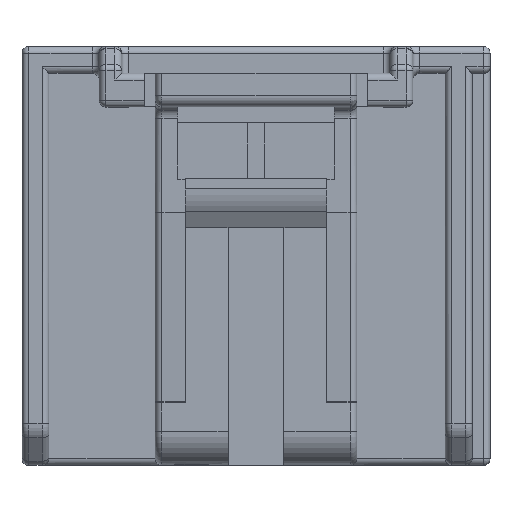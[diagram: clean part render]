
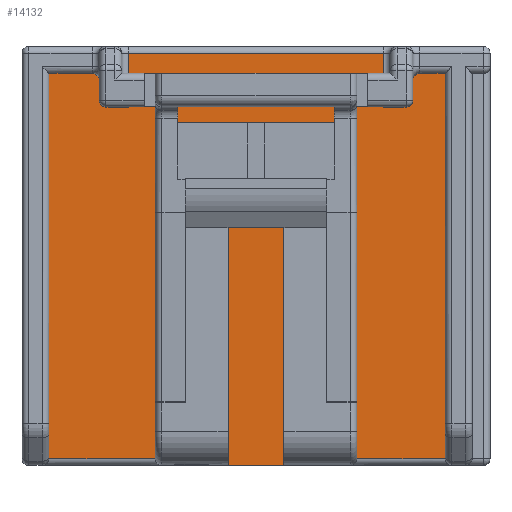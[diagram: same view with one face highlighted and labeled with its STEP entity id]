
A CAD part, top view. The second image highlights one B-rep face of the part: STEP entity #14132.
In plain terms, the highlighted planar face has unit normal (0, 0, 1).
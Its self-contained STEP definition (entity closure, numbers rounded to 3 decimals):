
#229=DIRECTION('',(-1.,0.,0.));
#230=VECTOR('',#229,2.5);
#231=CARTESIAN_POINT('',(1.25,5.15,-7.55));
#232=LINE('',#231,#230);
#983=CARTESIAN_POINT('',(-7.3,22.35,-7.55));
#984=DIRECTION('',(0.,0.,1.));
#985=DIRECTION('',(1.,0.,0.));
#986=AXIS2_PLACEMENT_3D('',#983,#984,#985);
#988=DIRECTION('',(0.,1.,0.));
#989=VECTOR('',#988,0.9);
#990=CARTESIAN_POINT('',(-7.,21.45,-7.55));
#991=LINE('',#990,#989);
#992=CARTESIAN_POINT('',(-6.7,21.45,-7.55));
#993=DIRECTION('',(0.,0.,-1.));
#994=DIRECTION('',(0.,-1.,0.));
#995=AXIS2_PLACEMENT_3D('',#992,#993,#994);
#997=DIRECTION('',(-1.,0.,0.));
#998=VECTOR('',#997,1.);
#999=CARTESIAN_POINT('',(-5.7,21.15,-7.55));
#1000=LINE('',#999,#998);
#1001=CARTESIAN_POINT('',(6.7,21.45,-7.55));
#1002=DIRECTION('',(0.,0.,-1.));
#1003=DIRECTION('',(1.,0.,0.));
#1004=AXIS2_PLACEMENT_3D('',#1001,#1002,#1003);
#1006=DIRECTION('',(0.,-1.,0.));
#1007=VECTOR('',#1006,0.9);
#1008=CARTESIAN_POINT('',(7.,22.35,-7.55));
#1009=LINE('',#1008,#1007);
#1010=CARTESIAN_POINT('',(7.3,22.35,-7.55));
#1011=DIRECTION('',(0.,0.,1.));
#1012=DIRECTION('',(0.,1.,0.));
#1013=AXIS2_PLACEMENT_3D('',#1010,#1011,#1012);
#1015=DIRECTION('',(-1.,0.,0.));
#1016=VECTOR('',#1015,1.15);
#1017=CARTESIAN_POINT('',(8.45,22.65,-7.55));
#1018=LINE('',#1017,#1016);
#1019=DIRECTION('',(0.,-1.,0.));
#1020=VECTOR('',#1019,17.2);
#1021=CARTESIAN_POINT('',(8.45,22.65,-7.55));
#1022=LINE('',#1021,#1020);
#1023=DIRECTION('',(-1.,0.,0.));
#1024=VECTOR('',#1023,3.95);
#1025=CARTESIAN_POINT('',(8.45,5.45,-7.55));
#1026=LINE('',#1025,#1024);
#1027=DIRECTION('',(1.,0.,0.));
#1028=VECTOR('',#1027,1.);
#1029=CARTESIAN_POINT('',(3.5,10.25,-7.55));
#1030=LINE('',#1029,#1028);
#1031=DIRECTION('',(-1.,0.,0.));
#1032=VECTOR('',#1031,1.25);
#1033=CARTESIAN_POINT('',(3.5,6.65,-7.55));
#1034=LINE('',#1033,#1032);
#1035=DIRECTION('',(1.,0.,0.));
#1036=VECTOR('',#1035,1.);
#1037=CARTESIAN_POINT('',(1.25,10.25,-7.55));
#1038=LINE('',#1037,#1036);
#1039=DIRECTION('',(1.,0.,0.));
#1040=VECTOR('',#1039,1.);
#1041=CARTESIAN_POINT('',(-2.25,10.25,-7.55));
#1042=LINE('',#1041,#1040);
#1043=DIRECTION('',(-1.,0.,0.));
#1044=VECTOR('',#1043,1.25);
#1045=CARTESIAN_POINT('',(-2.25,6.65,-7.55));
#1046=LINE('',#1045,#1044);
#1047=DIRECTION('',(1.,0.,0.));
#1048=VECTOR('',#1047,1.);
#1049=CARTESIAN_POINT('',(-4.5,10.25,-7.55));
#1050=LINE('',#1049,#1048);
#1051=DIRECTION('',(-1.,0.,0.));
#1052=VECTOR('',#1051,4.75);
#1053=CARTESIAN_POINT('',(-4.5,5.45,-7.55));
#1054=LINE('',#1053,#1052);
#1063=DIRECTION('',(0.,1.,0.));
#1064=VECTOR('',#1063,17.2);
#1065=CARTESIAN_POINT('',(-9.25,5.45,-7.55));
#1066=LINE('',#1065,#1064);
#1196=DIRECTION('',(0.,1.,0.));
#1197=VECTOR('',#1196,4.8);
#1198=CARTESIAN_POINT('',(-4.5,5.45,-7.55));
#1199=LINE('',#1198,#1197);
#1295=DIRECTION('',(0.,-1.,0.));
#1296=VECTOR('',#1295,3.6);
#1297=CARTESIAN_POINT('',(-3.5,10.25,-7.55));
#1298=LINE('',#1297,#1296);
#1304=DIRECTION('',(0.,1.,0.));
#1305=VECTOR('',#1304,3.6);
#1306=CARTESIAN_POINT('',(-2.25,6.65,-7.55));
#1307=LINE('',#1306,#1305);
#1327=DIRECTION('',(0.,-1.,0.));
#1328=VECTOR('',#1327,5.1);
#1329=CARTESIAN_POINT('',(-1.25,10.25,-7.55));
#1330=LINE('',#1329,#1328);
#1494=DIRECTION('',(0.,-1.,0.));
#1495=VECTOR('',#1494,4.8);
#1496=CARTESIAN_POINT('',(4.5,10.25,-7.55));
#1497=LINE('',#1496,#1495);
#1591=DIRECTION('',(0.,-1.,0.));
#1592=VECTOR('',#1591,3.6);
#1593=CARTESIAN_POINT('',(2.25,10.25,-7.55));
#1594=LINE('',#1593,#1592);
#1610=DIRECTION('',(0.,1.,0.));
#1611=VECTOR('',#1610,5.1);
#1612=CARTESIAN_POINT('',(1.25,5.15,-7.55));
#1613=LINE('',#1612,#1611);
#3214=DIRECTION('',(1.,0.,0.));
#3215=VECTOR('',#3214,1.);
#3216=CARTESIAN_POINT('',(5.7,21.15,-7.55));
#3217=LINE('',#3216,#3215);
#3358=DIRECTION('',(1.,0.,0.));
#3359=VECTOR('',#3358,11.4);
#3360=CARTESIAN_POINT('',(-5.7,23.55,-7.55));
#3361=LINE('',#3360,#3359);
#3479=DIRECTION('',(0.,1.,0.));
#3480=VECTOR('',#3479,2.4);
#3481=CARTESIAN_POINT('',(-5.7,21.15,-7.55));
#3482=LINE('',#3481,#3480);
#3514=DIRECTION('',(0.,-1.,0.));
#3515=VECTOR('',#3514,2.4);
#3516=CARTESIAN_POINT('',(5.7,23.55,-7.55));
#3517=LINE('',#3516,#3515);
#9268=DIRECTION('',(0.,1.,0.));
#9269=VECTOR('',#9268,3.6);
#9270=CARTESIAN_POINT('',(3.5,6.65,-7.55));
#9271=LINE('',#9270,#9269);
#9497=DIRECTION('',(-1.,0.,0.));
#9498=VECTOR('',#9497,1.95);
#9499=CARTESIAN_POINT('',(-7.3,22.65,-7.55));
#9500=LINE('',#9499,#9498);
#9615=CARTESIAN_POINT('',(1.25,5.15,-7.55));
#9616=CARTESIAN_POINT('',(-1.25,5.15,-7.55));
#9617=VERTEX_POINT('',#9615);
#9618=VERTEX_POINT('',#9616);
#11196=CARTESIAN_POINT('',(-7.,22.35,-7.55));
#11197=CARTESIAN_POINT('',(-7.3,22.65,-7.55));
#11198=VERTEX_POINT('',#11196);
#11199=VERTEX_POINT('',#11197);
#11200=CARTESIAN_POINT('',(-7.,21.45,-7.55));
#11201=VERTEX_POINT('',#11200);
#11202=CARTESIAN_POINT('',(-6.7,21.15,-7.55));
#11203=VERTEX_POINT('',#11202);
#11204=CARTESIAN_POINT('',(-5.7,21.15,-7.55));
#11205=VERTEX_POINT('',#11204);
#11206=CARTESIAN_POINT('',(-5.7,23.55,-7.55));
#11207=VERTEX_POINT('',#11206);
#11210=CARTESIAN_POINT('',(5.7,23.55,-7.55));
#11211=VERTEX_POINT('',#11210);
#11255=CARTESIAN_POINT('',(5.7,21.15,-7.55));
#11256=VERTEX_POINT('',#11255);
#11257=CARTESIAN_POINT('',(6.7,21.15,-7.55));
#11258=VERTEX_POINT('',#11257);
#11259=CARTESIAN_POINT('',(7.,21.45,-7.55));
#11260=VERTEX_POINT('',#11259);
#11261=CARTESIAN_POINT('',(7.,22.35,-7.55));
#11262=VERTEX_POINT('',#11261);
#11263=CARTESIAN_POINT('',(7.3,22.65,-7.55));
#11264=VERTEX_POINT('',#11263);
#11496=CARTESIAN_POINT('',(8.45,22.65,-7.55));
#11497=VERTEX_POINT('',#11496);
#11552=CARTESIAN_POINT('',(8.45,5.45,-7.55));
#11553=VERTEX_POINT('',#11552);
#11606=CARTESIAN_POINT('',(-9.25,5.45,-7.55));
#11607=VERTEX_POINT('',#11606);
#11682=CARTESIAN_POINT('',(4.5,5.45,-7.55));
#11683=VERTEX_POINT('',#11682);
#11740=CARTESIAN_POINT('',(-4.5,5.45,-7.55));
#11741=VERTEX_POINT('',#11740);
#11752=CARTESIAN_POINT('',(-9.25,22.65,-7.55));
#11753=VERTEX_POINT('',#11752);
#11762=CARTESIAN_POINT('',(3.5,6.65,-7.55));
#11763=CARTESIAN_POINT('',(3.5,10.25,-7.55));
#11764=VERTEX_POINT('',#11762);
#11765=VERTEX_POINT('',#11763);
#11766=CARTESIAN_POINT('',(4.5,10.25,-7.55));
#11767=VERTEX_POINT('',#11766);
#11768=CARTESIAN_POINT('',(1.25,10.25,-7.55));
#11769=VERTEX_POINT('',#11768);
#11770=CARTESIAN_POINT('',(2.25,10.25,-7.55));
#11771=CARTESIAN_POINT('',(2.25,6.65,-7.55));
#11772=VERTEX_POINT('',#11770);
#11773=VERTEX_POINT('',#11771);
#11774=CARTESIAN_POINT('',(-1.25,10.25,-7.55));
#11775=VERTEX_POINT('',#11774);
#11776=CARTESIAN_POINT('',(-2.25,6.65,-7.55));
#11777=CARTESIAN_POINT('',(-2.25,10.25,-7.55));
#11778=VERTEX_POINT('',#11776);
#11779=VERTEX_POINT('',#11777);
#11780=CARTESIAN_POINT('',(-3.5,10.25,-7.55));
#11781=CARTESIAN_POINT('',(-3.5,6.65,-7.55));
#11782=VERTEX_POINT('',#11780);
#11783=VERTEX_POINT('',#11781);
#11784=CARTESIAN_POINT('',(-4.5,10.25,-7.55));
#11785=VERTEX_POINT('',#11784);
#14063=CARTESIAN_POINT('',(10.45,5.15,-7.55));
#14064=DIRECTION('',(0.,0.,1.));
#14065=DIRECTION('',(-1.,0.,0.));
#14066=AXIS2_PLACEMENT_3D('',#14063,#14064,#14065);
#14067=PLANE('',#14066);
#14069=ORIENTED_EDGE('',*,*,#14068,.T.);
#14071=ORIENTED_EDGE('',*,*,#14070,.F.);
#14073=ORIENTED_EDGE('',*,*,#14072,.F.);
#14075=ORIENTED_EDGE('',*,*,#14074,.F.);
#14077=ORIENTED_EDGE('',*,*,#14076,.F.);
#14078=ORIENTED_EDGE('',*,*,#14045,.F.);
#14080=ORIENTED_EDGE('',*,*,#14079,.T.);
#14082=ORIENTED_EDGE('',*,*,#14081,.T.);
#14084=ORIENTED_EDGE('',*,*,#14083,.T.);
#14086=ORIENTED_EDGE('',*,*,#14085,.T.);
#14088=ORIENTED_EDGE('',*,*,#14087,.F.);
#14090=ORIENTED_EDGE('',*,*,#14089,.F.);
#14092=ORIENTED_EDGE('',*,*,#14091,.F.);
#14094=ORIENTED_EDGE('',*,*,#14093,.F.);
#14096=ORIENTED_EDGE('',*,*,#14095,.T.);
#14098=ORIENTED_EDGE('',*,*,#14097,.T.);
#14100=ORIENTED_EDGE('',*,*,#14099,.F.);
#14102=ORIENTED_EDGE('',*,*,#14101,.F.);
#14104=ORIENTED_EDGE('',*,*,#14103,.F.);
#14106=ORIENTED_EDGE('',*,*,#14105,.T.);
#14108=ORIENTED_EDGE('',*,*,#14107,.F.);
#14110=ORIENTED_EDGE('',*,*,#14109,.F.);
#14112=ORIENTED_EDGE('',*,*,#14111,.F.);
#14113=ORIENTED_EDGE('',*,*,#12485,.T.);
#14115=ORIENTED_EDGE('',*,*,#14114,.F.);
#14117=ORIENTED_EDGE('',*,*,#14116,.F.);
#14119=ORIENTED_EDGE('',*,*,#14118,.F.);
#14121=ORIENTED_EDGE('',*,*,#14120,.T.);
#14123=ORIENTED_EDGE('',*,*,#14122,.F.);
#14125=ORIENTED_EDGE('',*,*,#14124,.F.);
#14127=ORIENTED_EDGE('',*,*,#14126,.F.);
#14129=ORIENTED_EDGE('',*,*,#14128,.T.);
#14130=EDGE_LOOP('',(#14069,#14071,#14073,#14075,#14077,#14078,#14080,#14082,
#14084,#14086,#14088,#14090,#14092,#14094,#14096,#14098,#14100,#14102,#14104,
#14106,#14108,#14110,#14112,#14113,#14115,#14117,#14119,#14121,#14123,#14125,
#14127,#14129));
#14131=FACE_OUTER_BOUND('',#14130,.F.);
#14132=ADVANCED_FACE('',(#14131),#14067,.T.);
#987=CIRCLE('',#986,0.3);
#996=CIRCLE('',#995,0.3);
#1005=CIRCLE('',#1004,0.3);
#1014=CIRCLE('',#1013,0.3);
#12485=EDGE_CURVE('',#9617,#9618,#232,.T.);
#14045=EDGE_CURVE('',#11205,#11203,#1000,.T.);
#14068=EDGE_CURVE('',#11607,#11753,#1066,.T.);
#14070=EDGE_CURVE('',#11199,#11753,#9500,.T.);
#14072=EDGE_CURVE('',#11198,#11199,#987,.T.);
#14074=EDGE_CURVE('',#11201,#11198,#991,.T.);
#14076=EDGE_CURVE('',#11203,#11201,#996,.T.);
#14079=EDGE_CURVE('',#11205,#11207,#3482,.T.);
#14081=EDGE_CURVE('',#11207,#11211,#3361,.T.);
#14083=EDGE_CURVE('',#11211,#11256,#3517,.T.);
#14085=EDGE_CURVE('',#11256,#11258,#3217,.T.);
#14087=EDGE_CURVE('',#11260,#11258,#1005,.T.);
#14089=EDGE_CURVE('',#11262,#11260,#1009,.T.);
#14091=EDGE_CURVE('',#11264,#11262,#1014,.T.);
#14093=EDGE_CURVE('',#11497,#11264,#1018,.T.);
#14095=EDGE_CURVE('',#11497,#11553,#1022,.T.);
#14097=EDGE_CURVE('',#11553,#11683,#1026,.T.);
#14099=EDGE_CURVE('',#11767,#11683,#1497,.T.);
#14101=EDGE_CURVE('',#11765,#11767,#1030,.T.);
#14103=EDGE_CURVE('',#11764,#11765,#9271,.T.);
#14105=EDGE_CURVE('',#11764,#11773,#1034,.T.);
#14107=EDGE_CURVE('',#11772,#11773,#1594,.T.);
#14109=EDGE_CURVE('',#11769,#11772,#1038,.T.);
#14111=EDGE_CURVE('',#9617,#11769,#1613,.T.);
#14114=EDGE_CURVE('',#11775,#9618,#1330,.T.);
#14116=EDGE_CURVE('',#11779,#11775,#1042,.T.);
#14118=EDGE_CURVE('',#11778,#11779,#1307,.T.);
#14120=EDGE_CURVE('',#11778,#11783,#1046,.T.);
#14122=EDGE_CURVE('',#11782,#11783,#1298,.T.);
#14124=EDGE_CURVE('',#11785,#11782,#1050,.T.);
#14126=EDGE_CURVE('',#11741,#11785,#1199,.T.);
#14128=EDGE_CURVE('',#11741,#11607,#1054,.T.);
